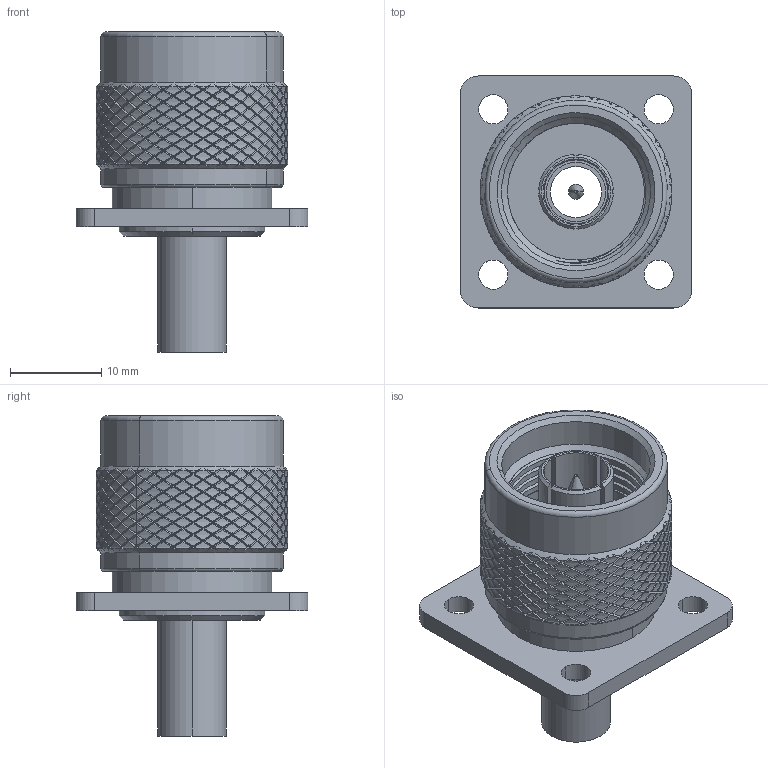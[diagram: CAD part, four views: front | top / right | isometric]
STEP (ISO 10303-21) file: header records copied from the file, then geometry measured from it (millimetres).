
FILE_DESCRIPTION (( 'STEP AP214' ), '1' );
FILE_NAME ('25-322-B3-DB.STEP', '2025-02-27T11:53:14', ( '' ), ( '' ), 'SwSTEP 2.0', 'SolidWorks 2024', '' );
FILE_SCHEMA (( 'AUTOMOTIVE_DESIGN' ));
Products named in the file (1): 25-322-B3-DB
Bounding box: 25.4 x 25.4 x 35.05 mm (x, y, z)
Surface area: 4958.8 mm2 (no closed solid volume)
Topology: 0 solids, 9 shells, 2216 faces, 4719 edges, 2489 vertices
Faces by surface type: bspline 1681, cylinder 485, cone 22, plane 22, torus 4, sphere 2
Entity records: 110527 total; most frequent: CARTESIAN_POINT 82788, ORIENTED_EDGE 9322, EDGE_CURVE 4719, VERTEX_POINT 2489, EDGE_LOOP 2230, FACE_OUTER_BOUND 2216, ADVANCED_FACE 2216, DIRECTION 1680
